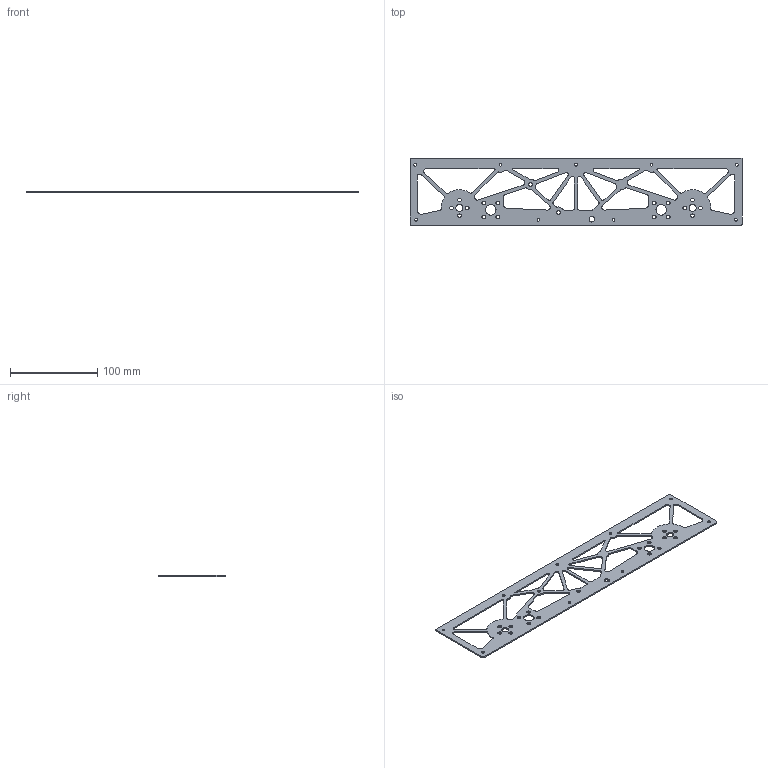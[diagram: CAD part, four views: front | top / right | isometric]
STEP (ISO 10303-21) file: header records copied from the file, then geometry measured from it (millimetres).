
FILE_DESCRIPTION(/* description */ (''),/* implementation_level */ '2;1');
FILE_NAME(/* name */ '',/* time_stamp */ '2025-12-17T22:45:06+03:00',/* author */ ('GameHD'),/* organization */ (''),/* preprocessor_version */ 'ST-DEVELOPER v20.1',/* originating_system */ 'Autodesk Inventor 2026',/* authorisation */ '');
FILE_SCHEMA (('AUTOMOTIVE_DESIGN { 1 0 10303 214 3 1 1 }'));
Length unit declared in the file: millimetre
Products named in the file (1): кб 2025-2026 2 часть
Bounding box: 380 x 77.5 x 1.5 mm (x, y, z)
Volume: 25211.6 mm3; surface area: 38439.1 mm2
Topology: 1 solids, 1 shells, 167 faces, 665 edges, 638 vertices
Faces by surface type: cylinder 115, plane 52
Full cylindrical faces by diameter (mm): 3.25 x9, 4.2 x10, 4.3 x8, 6.2 x1, 8 x2, 12 x2
Entity records: 7116 total; most frequent: CARTESIAN_POINT 1386, DIRECTION 1297, ORIENTED_EDGE 994, AXIS2_PLACEMENT_3D 515, EDGE_CURVE 497, CIRCLE 347, VERTEX_POINT 332, LINE 267
